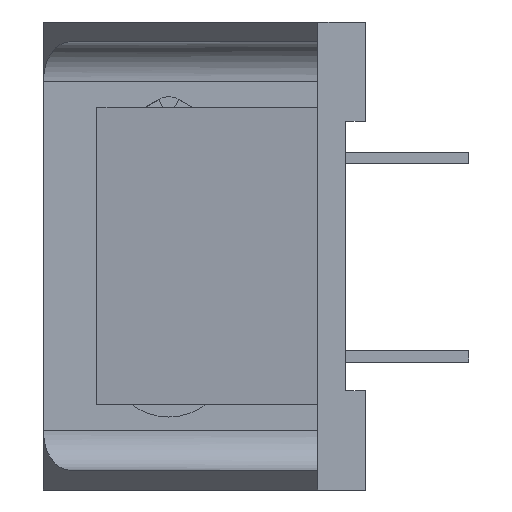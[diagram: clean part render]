
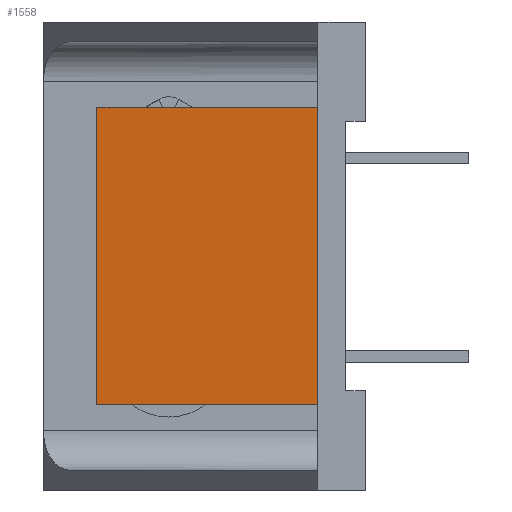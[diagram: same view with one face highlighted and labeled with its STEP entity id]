
A CAD part, left-side view. The second image highlights one B-rep face of the part: STEP entity #1558.
In plain terms, the highlighted planar face has unit normal (-0.993, 0.121, 0).
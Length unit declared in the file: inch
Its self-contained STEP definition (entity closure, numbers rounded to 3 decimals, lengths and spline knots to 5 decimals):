
#54 = VERTEX_POINT ( 'NONE', #6188 ) ;
#280 = VECTOR ( 'NONE', #6552, 39.37008 ) ;
#405 = DIRECTION ( 'NONE',  ( -0.121, -0.993, 0. ) ) ;
#818 = AXIS2_PLACEMENT_3D ( 'NONE', #4713, #5224, #5735 ) ;
#842 = VECTOR ( 'NONE', #2356, 39.37008 ) ;
#882 = EDGE_CURVE ( 'NONE', #6222, #3650, #3555, .T. ) ;
#896 = LINE ( 'NONE', #3485, #6164 ) ;
#1558 = ADVANCED_FACE ( 'NONE', ( #3628 ), #3192, .F. ) ;
#2356 = DIRECTION ( 'NONE',  ( 0., 0., -1. ) ) ;
#2764 = ORIENTED_EDGE ( 'NONE', *, *, #5904, .T. ) ;
#2825 = CARTESIAN_POINT ( 'NONE',  ( -1.002, 0.677, -0.375 ) ) ;
#3049 = LINE ( 'NONE', #6599, #5344 ) ;
#3192 = PLANE ( 'NONE',  #818 ) ;
#3285 = EDGE_LOOP ( 'NONE', ( #4683, #4657, #2764, #3396 ) ) ;
#3396 = ORIENTED_EDGE ( 'NONE', *, *, #3935, .F. ) ;
#3408 = CARTESIAN_POINT ( 'NONE',  ( -0.98729, 0.79753, 0.375 ) ) ;
#3485 = CARTESIAN_POINT ( 'NONE',  ( -0.98729, 0.79753, -0.375 ) ) ;
#3555 = LINE ( 'NONE', #4886, #842 ) ;
#3628 = FACE_OUTER_BOUND ( 'NONE', #3285, .T. ) ;
#3650 = VERTEX_POINT ( 'NONE', #2825 ) ;
#3935 = EDGE_CURVE ( 'NONE', #6222, #54, #4919, .T. ) ;
#4657 = ORIENTED_EDGE ( 'NONE', *, *, #5449, .T. ) ;
#4683 = ORIENTED_EDGE ( 'NONE', *, *, #882, .T. ) ;
#4713 = CARTESIAN_POINT ( 'NONE',  ( -1.06872, 0.13047, -0.59 ) ) ;
#4886 = CARTESIAN_POINT ( 'NONE',  ( -1.002, 0.677, 0. ) ) ;
#4919 = LINE ( 'NONE', #3408, #280 ) ;
#5224 = DIRECTION ( 'NONE',  ( 0.993, -0.121, 0. ) ) ;
#5344 = VECTOR ( 'NONE', #6551, 39.37008 ) ;
#5449 = EDGE_CURVE ( 'NONE', #3650, #6128, #896, .T. ) ;
#5691 = CARTESIAN_POINT ( 'NONE',  ( -1.07, 0.12, -0.375 ) ) ;
#5735 = DIRECTION ( 'NONE',  ( 0.121, 0.993, 0. ) ) ;
#5904 = EDGE_CURVE ( 'NONE', #6128, #54, #3049, .T. ) ;
#6128 = VERTEX_POINT ( 'NONE', #5691 ) ;
#6164 = VECTOR ( 'NONE', #405, 39.37008 ) ;
#6188 = CARTESIAN_POINT ( 'NONE',  ( -1.07, 0.12, 0.375 ) ) ;
#6222 = VERTEX_POINT ( 'NONE', #6253 ) ;
#6253 = CARTESIAN_POINT ( 'NONE',  ( -1.002, 0.677, 0.375 ) ) ;
#6551 = DIRECTION ( 'NONE',  ( 0., 0., 1. ) ) ;
#6552 = DIRECTION ( 'NONE',  ( -0.121, -0.993, 0. ) ) ;
#6599 = CARTESIAN_POINT ( 'NONE',  ( -1.07, 0.12, -0.59 ) ) ;
